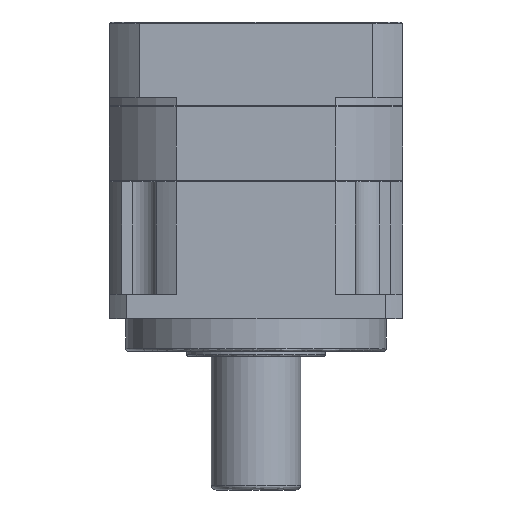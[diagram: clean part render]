
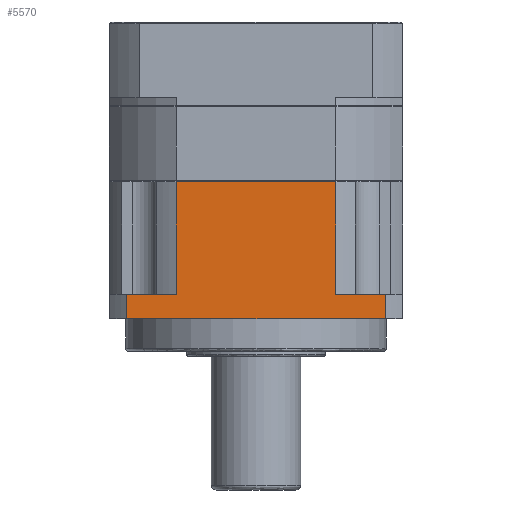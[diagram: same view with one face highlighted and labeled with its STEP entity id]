
A CAD part, front view. The second image highlights one B-rep face of the part: STEP entity #5570.
In plain terms, the highlighted planar face has unit normal (0, -1, 0).
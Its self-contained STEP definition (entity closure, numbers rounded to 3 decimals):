
#604 = LINE ( 'NONE', #15022, #3891 ) ;
#1002 = VERTEX_POINT ( 'NONE', #10858 ) ;
#1109 = VERTEX_POINT ( 'NONE', #9873 ) ;
#1228 = DIRECTION ( 'NONE',  ( -1., 0., 0. ) ) ;
#1263 = DIRECTION ( 'NONE',  ( 0., 1., 0. ) ) ;
#1280 = CARTESIAN_POINT ( 'NONE',  ( -79.373, -90., 120. ) ) ;
#1519 = EDGE_LOOP ( 'NONE', ( #7275, #13493, #15105, #2773, #6890, #10105, #8340, #3191 ) ) ;
#1615 = VERTEX_POINT ( 'NONE', #4861 ) ;
#1716 = LINE ( 'NONE', #14564, #4957 ) ;
#1938 = CARTESIAN_POINT ( 'NONE',  ( 79.373, -90., 105. ) ) ;
#2106 = VERTEX_POINT ( 'NONE', #12508 ) ;
#2519 = PLANE ( 'NONE',  #15056 ) ;
#2773 = ORIENTED_EDGE ( 'NONE', *, *, #15356, .F. ) ;
#3191 = ORIENTED_EDGE ( 'NONE', *, *, #13200, .T. ) ;
#3445 = FACE_OUTER_BOUND ( 'NONE', #1519, .T. ) ;
#3576 = CARTESIAN_POINT ( 'NONE',  ( 0., -90., 189. ) ) ;
#3891 = VECTOR ( 'NONE', #15255, 1000. ) ;
#4332 = VECTOR ( 'NONE', #5895, 1000. ) ;
#4423 = EDGE_CURVE ( 'NONE', #7260, #8502, #604, .T. ) ;
#4452 = LINE ( 'NONE', #3576, #13538 ) ;
#4514 = CARTESIAN_POINT ( 'NONE',  ( -79.373, -90., 105. ) ) ;
#4694 = CARTESIAN_POINT ( 'NONE',  ( -79.373, -90., 105. ) ) ;
#4861 = CARTESIAN_POINT ( 'NONE',  ( 49.054, -90., 189. ) ) ;
#4957 = VECTOR ( 'NONE', #15132, 1000. ) ;
#5278 = CARTESIAN_POINT ( 'NONE',  ( 49.054, -90., 235.5 ) ) ;
#5430 = CARTESIAN_POINT ( 'NONE',  ( -79.373, -90., 120. ) ) ;
#5570 = ADVANCED_FACE ( 'NONE', ( #3445 ), #2519, .F. ) ;
#5619 = LINE ( 'NONE', #4514, #8726 ) ;
#5895 = DIRECTION ( 'NONE',  ( 0., 0., -1. ) ) ;
#5919 = EDGE_CURVE ( 'NONE', #1109, #2106, #1716, .T. ) ;
#6221 = DIRECTION ( 'NONE',  ( 0., 0., -1. ) ) ;
#6311 = VECTOR ( 'NONE', #6221, 1000. ) ;
#6357 = VERTEX_POINT ( 'NONE', #1938 ) ;
#6677 = LINE ( 'NONE', #14449, #6311 ) ;
#6863 = CARTESIAN_POINT ( 'NONE',  ( 79.373, -90., 120. ) ) ;
#6890 = ORIENTED_EDGE ( 'NONE', *, *, #13339, .F. ) ;
#7260 = VERTEX_POINT ( 'NONE', #4694 ) ;
#7275 = ORIENTED_EDGE ( 'NONE', *, *, #5919, .F. ) ;
#7370 = LINE ( 'NONE', #5430, #10139 ) ;
#7566 = LINE ( 'NONE', #5278, #4332 ) ;
#7649 = VERTEX_POINT ( 'NONE', #6863 ) ;
#7910 = VECTOR ( 'NONE', #11999, 1000. ) ;
#8340 = ORIENTED_EDGE ( 'NONE', *, *, #9881, .F. ) ;
#8502 = VERTEX_POINT ( 'NONE', #10774 ) ;
#8726 = VECTOR ( 'NONE', #11655, 1000. ) ;
#9873 = CARTESIAN_POINT ( 'NONE',  ( -49.054, -90., 120. ) ) ;
#9881 = EDGE_CURVE ( 'NONE', #1615, #1002, #7566, .T. ) ;
#10039 = EDGE_CURVE ( 'NONE', #1002, #7649, #14166, .T. ) ;
#10105 = ORIENTED_EDGE ( 'NONE', *, *, #10039, .F. ) ;
#10139 = VECTOR ( 'NONE', #13661, 1000. ) ;
#10774 = CARTESIAN_POINT ( 'NONE',  ( -79.373, -90., 120. ) ) ;
#10858 = CARTESIAN_POINT ( 'NONE',  ( 49.054, -90., 120. ) ) ;
#11655 = DIRECTION ( 'NONE',  ( -1., 0., 0. ) ) ;
#11930 = DIRECTION ( 'NONE',  ( -1., 0., 0. ) ) ;
#11999 = DIRECTION ( 'NONE',  ( 1., 0., 0. ) ) ;
#12374 = EDGE_CURVE ( 'NONE', #8502, #1109, #7370, .T. ) ;
#12501 = CARTESIAN_POINT ( 'NONE',  ( -79.373, -90., 120. ) ) ;
#12508 = CARTESIAN_POINT ( 'NONE',  ( -49.054, -90., 189. ) ) ;
#13200 = EDGE_CURVE ( 'NONE', #1615, #2106, #4452, .T. ) ;
#13339 = EDGE_CURVE ( 'NONE', #7649, #6357, #6677, .T. ) ;
#13493 = ORIENTED_EDGE ( 'NONE', *, *, #12374, .F. ) ;
#13538 = VECTOR ( 'NONE', #11930, 1000. ) ;
#13661 = DIRECTION ( 'NONE',  ( 1., 0., 0. ) ) ;
#14166 = LINE ( 'NONE', #12501, #7910 ) ;
#14449 = CARTESIAN_POINT ( 'NONE',  ( 79.373, -90., 120. ) ) ;
#14564 = CARTESIAN_POINT ( 'NONE',  ( -49.054, -90., 120. ) ) ;
#15022 = CARTESIAN_POINT ( 'NONE',  ( -79.373, -90., 120. ) ) ;
#15056 = AXIS2_PLACEMENT_3D ( 'NONE', #1280, #1263, #1228 ) ;
#15105 = ORIENTED_EDGE ( 'NONE', *, *, #4423, .F. ) ;
#15132 = DIRECTION ( 'NONE',  ( 0., 0., 1. ) ) ;
#15255 = DIRECTION ( 'NONE',  ( 0., 0., 1. ) ) ;
#15356 = EDGE_CURVE ( 'NONE', #6357, #7260, #5619, .T. ) ;
